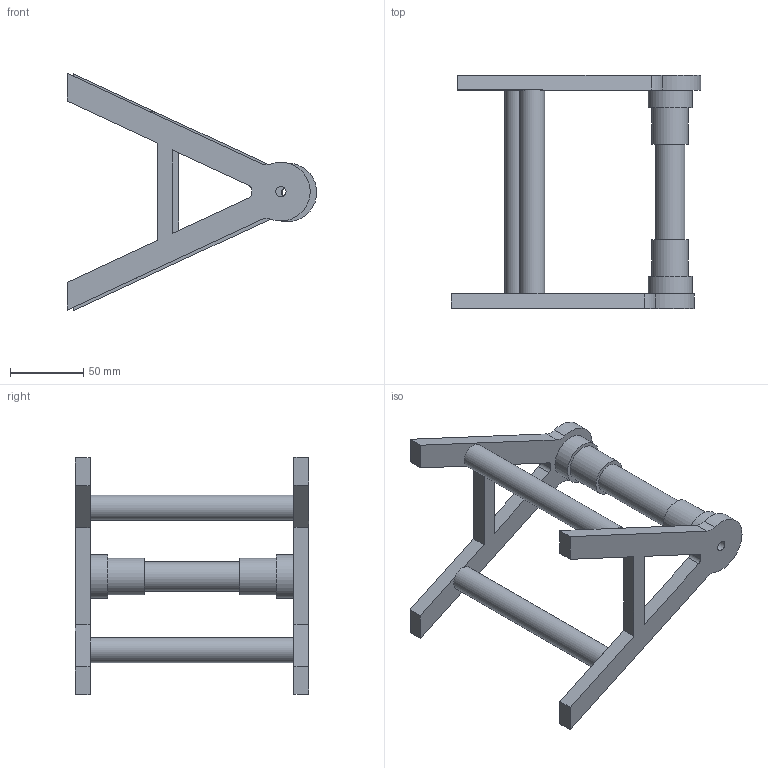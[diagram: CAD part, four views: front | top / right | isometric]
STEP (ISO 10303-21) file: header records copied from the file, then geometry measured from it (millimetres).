
FILE_DESCRIPTION(('STEP AP203'), '1');
FILE_NAME('嚦鍣罻', '', ('UNSPECIFIED'), ('UNSPECIFIED'), 'C3D Converter', 'C3D Toolkit', '');
FILE_SCHEMA(('CONFIG_CONTROL_DESIGN'));
Length unit declared in the file: millimetre
Assembly tree (5 placements, depth 2):
  (unnamed)
    (unnamed)  x2
    (unnamed)
    (unnamed)  x2
Bounding box: 170.23 x 159 x 161.94 mm (x, y, z)
Volume: 249217.3 mm3; surface area: 76020.4 mm2
Topology: 5 solids, 5 shells, 64 faces, 138 edges, 92 vertices
Faces by surface type: plane 38, cylinder 26
Full cylindrical faces by diameter (mm): 6.5 x1, 7 x2, 10 x2, 17 x2, 20 x3, 25 x2, 30 x2
Entity records: 1272 total; most frequent: DIRECTION 196, CARTESIAN_POINT 170, ORIENTED_EDGE 140, AXIS2_PLACEMENT_3D 80, EDGE_CURVE 70, EDGE_LOOP 64, VERTEX_POINT 54, FACE_BOUND 42
